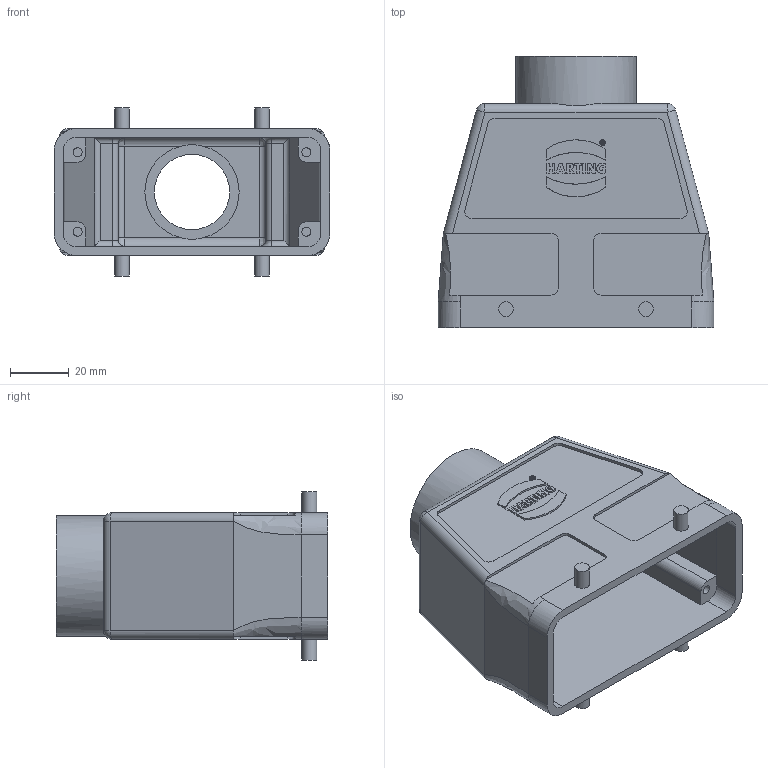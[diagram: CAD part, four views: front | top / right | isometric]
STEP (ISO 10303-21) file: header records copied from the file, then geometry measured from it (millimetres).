
FILE_DESCRIPTION((''),'2;1');
FILE_NAME('05300160460.stp','2020-07-09T11:31:08',('e.eickhoff'),(''),'Autodesk Inventor 2012','Autodesk Inventor 2012','');
FILE_SCHEMA(('AUTOMOTIVE_DESIGN { 1 0 10303 214 1 1 1 1 }'));
Length unit declared in the file: millimetre
Products named in the file (3): 05300160460; M25-PG29 Adapter
Assembly tree (2 placements, depth 2):
  05300160460
    05300160460
    M25-PG29 Adapter
Bounding box: 93.5 x 92 x 57 mm (x, y, z)
Volume: 70776.7 mm3; surface area: 49568.8 mm2
Topology: 2 solids, 2 shells, 263 faces, 659 edges, 426 vertices
Faces by surface type: plane 167, cylinder 70, bspline 18, torus 4, sphere 4
Full cylindrical faces by diameter (mm): 1.26 x1, 1.943 x1, 3 x4, 5 x4, 25.5 x1, 32 x1, 37 x1, 37.5 x1, 41 x1
Entity records: 8590 total; most frequent: CARTESIAN_POINT 2286, ORIENTED_EDGE 1284, DIRECTION 1248, EDGE_CURVE 642, VECTOR 440, LINE 440, VERTEX_POINT 424, AXIS2_PLACEMENT_3D 404
